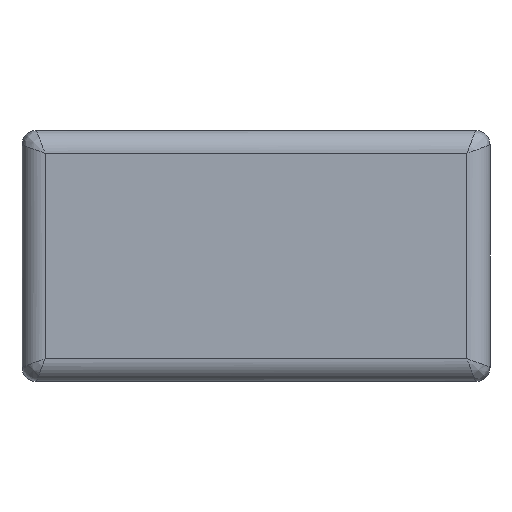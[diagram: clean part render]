
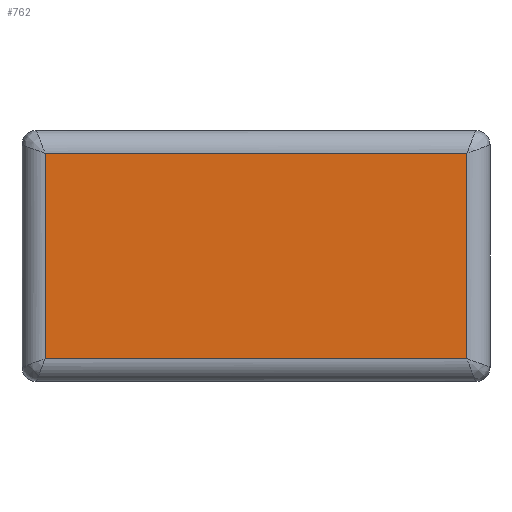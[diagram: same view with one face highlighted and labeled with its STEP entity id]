
A CAD part, left-side view. The second image highlights one B-rep face of the part: STEP entity #762.
In plain terms, the highlighted planar face has unit normal (-1, 0, 0).
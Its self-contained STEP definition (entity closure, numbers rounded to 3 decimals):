
#26=ORIENTED_EDGE ( 'NONE', *, *, #1391, .T. );
#28=CARTESIAN_POINT ( 'NONE',  ( -1.6, -0.73, 0.79 ) );
#33=VECTOR ( 'NONE', #359, 1000. );
#41=DIRECTION ( 'NONE',  ( 0., 0., -1. ) );
#91=CARTESIAN_POINT ( 'NONE',  ( -1.6, -0.81, 0.79 ) );
#98=CARTESIAN_POINT ( 'NONE',  ( -1.6, 0.73, 0.08 ) );
#108=ORIENTED_EDGE ( 'NONE', *, *, #620, .T. );
#120=EDGE_CURVE ( 'NONE', #1578, #1094, #254, .T. );
#146=CARTESIAN_POINT ( 'NONE',  ( -1.6, 0.73, 0.79 ) );
#184=DIRECTION ( 'NONE',  ( 1., 0., 0. ) );
#254=LINE ( 'NONE', #1479, #959 );
#260=EDGE_CURVE ( 'NONE', #626, #1578, #554, .T. );
#294=CARTESIAN_POINT ( 'NONE',  ( -1.6, -0.81, 0.87 ) );
#338=VERTEX_POINT ( 'NONE', #28 );
#359=DIRECTION ( 'NONE',  ( 0., 0., 1. ) );
#368=DIRECTION ( 'NONE',  ( 0., 1., 0. ) );
#454=AXIS2_PLACEMENT_3D ( 'NONE', #294, #184, #41 );
#457=LINE ( 'NONE', #1308, #33 );
#463=EDGE_LOOP ( 'NONE', ( #1461, #1042, #108, #26 ) );
#464=DIRECTION ( 'NONE',  ( 0., 0., -1. ) );
#538=FACE_OUTER_BOUND ( 'NONE', #463, .T. );
#554=LINE ( 'NONE', #1359, #1522 );
#562=CARTESIAN_POINT ( 'NONE',  ( -1.6, -0.73, 0.08 ) );
#620=EDGE_CURVE ( 'NONE', #1094, #338, #457, .T. );
#626=VERTEX_POINT ( 'NONE', #146 );
#663=LINE ( 'NONE', #91, #705 );
#705=VECTOR ( 'NONE', #368, 1000. );
#762=ADVANCED_FACE ( 'NONE', ( #538 ), #1641, .F. );
#861=DIRECTION ( 'NONE',  ( 0., -1., 0. ) );
#959=VECTOR ( 'NONE', #861, 1000. );
#1042=ORIENTED_EDGE ( 'NONE', *, *, #120, .T. );
#1094=VERTEX_POINT ( 'NONE', #562 );
#1308=CARTESIAN_POINT ( 'NONE',  ( -1.6, -0.73, 0.87 ) );
#1359=CARTESIAN_POINT ( 'NONE',  ( -1.6, 0.73, 0.87 ) );
#1391=EDGE_CURVE ( 'NONE', #338, #626, #663, .T. );
#1461=ORIENTED_EDGE ( 'NONE', *, *, #260, .T. );
#1479=CARTESIAN_POINT ( 'NONE',  ( -1.6, 0., 0.08 ) );
#1522=VECTOR ( 'NONE', #464, 1000. );
#1578=VERTEX_POINT ( 'NONE', #98 );
#1641=PLANE ( 'NONE',  #454 );
